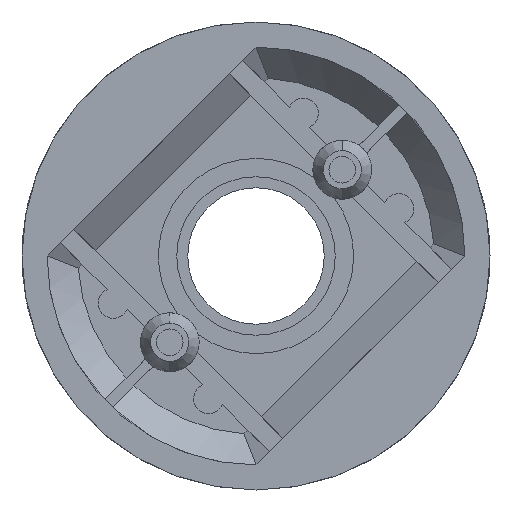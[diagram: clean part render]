
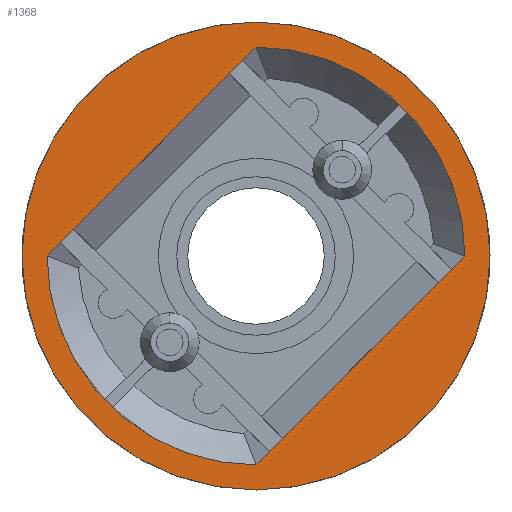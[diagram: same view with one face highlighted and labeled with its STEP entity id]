
A CAD part, front view. The second image highlights one B-rep face of the part: STEP entity #1368.
In plain terms, the highlighted planar face has unit normal (0, -1, 0).
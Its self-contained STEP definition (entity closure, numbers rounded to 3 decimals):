
#2 = ORIENTED_EDGE ( 'NONE', *, *, #668, .F. ) ;
#21 = ORIENTED_EDGE ( 'NONE', *, *, #527, .F. ) ;
#181 = VERTEX_POINT ( 'NONE', #344 ) ;
#208 = VERTEX_POINT ( 'NONE', #3629 ) ;
#226 = VERTEX_POINT ( 'NONE', #430 ) ;
#233 = VERTEX_POINT ( 'NONE', #435 ) ;
#253 = VERTEX_POINT ( 'NONE', #442 ) ;
#344 = CARTESIAN_POINT ( 'NONE',  ( 0., 0., -31.254 ) ) ;
#392 = CARTESIAN_POINT ( 'NONE',  ( 0., 0., 0. ) ) ;
#394 = DIRECTION ( 'NONE',  ( 0., -1., 0. ) ) ;
#395 = DIRECTION ( 'NONE',  ( 0., 0., 1. ) ) ;
#430 = CARTESIAN_POINT ( 'NONE',  ( 0., 0., 35. ) ) ;
#435 = CARTESIAN_POINT ( 'NONE',  ( 31.254, 0., 0. ) ) ;
#442 = CARTESIAN_POINT ( 'NONE',  ( 0., 0., -35. ) ) ;
#488 = AXIS2_PLACEMENT_3D ( 'NONE', #3262, #3263, #3264 ) ;
#527 = EDGE_CURVE ( 'NONE', #233, #1733, #2384, .T. ) ;
#558 = AXIS2_PLACEMENT_3D ( 'NONE', #1619, #1620, #1621 ) ;
#566 = AXIS2_PLACEMENT_3D ( 'NONE', #1094, #1095, #1096 ) ;
#598 = AXIS2_PLACEMENT_3D ( 'NONE', #392, #394, #395 ) ;
#668 = EDGE_CURVE ( 'NONE', #181, #233, #2484, .T. ) ;
#780 = EDGE_CURVE ( 'NONE', #1733, #208, #2787, .T. ) ;
#875 = EDGE_CURVE ( 'NONE', #253, #226, #2870, .T. ) ;
#889 = AXIS2_PLACEMENT_3D ( 'NONE', #1958, #1964, #1965 ) ;
#907 = EDGE_CURVE ( 'NONE', #208, #181, #2886, .T. ) ;
#991 = EDGE_CURVE ( 'NONE', #226, #253, #2938, .T. ) ;
#1094 = CARTESIAN_POINT ( 'NONE',  ( 0., 0., 0. ) ) ;
#1095 = DIRECTION ( 'NONE',  ( 0., 1., 0. ) ) ;
#1096 = DIRECTION ( 'NONE',  ( 0., 0., 1. ) ) ;
#1145 = FACE_BOUND ( 'NONE', #2314, .T. ) ;
#1158 = FACE_OUTER_BOUND ( 'NONE', #2318, .T. ) ;
#1368 = ADVANCED_FACE ( 'NONE', ( #1145, #1158 ), #1959, .F. ) ;
#1538 = ORIENTED_EDGE ( 'NONE', *, *, #875, .F. ) ;
#1557 = ORIENTED_EDGE ( 'NONE', *, *, #907, .F. ) ;
#1619 = CARTESIAN_POINT ( 'NONE',  ( 0., 0., 0. ) ) ;
#1620 = DIRECTION ( 'NONE',  ( 0., -1., 0. ) ) ;
#1621 = DIRECTION ( 'NONE',  ( 0., 0., -1. ) ) ;
#1733 = VERTEX_POINT ( 'NONE', #2118 ) ;
#1958 = CARTESIAN_POINT ( 'NONE',  ( 0., 0., 0. ) ) ;
#1959 = PLANE ( 'NONE',  #889 ) ;
#1964 = DIRECTION ( 'NONE',  ( 0., 1., 0. ) ) ;
#1965 = DIRECTION ( 'NONE',  ( 0., 0., 1. ) ) ;
#2118 = CARTESIAN_POINT ( 'NONE',  ( 0., 0., 31.254 ) ) ;
#2314 = EDGE_LOOP ( 'NONE', ( #2, #1557, #3607, #21 ) ) ;
#2318 = EDGE_LOOP ( 'NONE', ( #1538, #3606 ) ) ;
#2384 = CIRCLE ( 'NONE', #598, 31.254 ) ;
#2484 = LINE ( 'NONE', #3116, #2486 ) ;
#2486 = VECTOR ( 'NONE', #3118, 1000. ) ;
#2524 = CARTESIAN_POINT ( 'NONE',  ( -31.254, 0., 0. ) ) ;
#2528 = DIRECTION ( 'NONE',  ( -0.707, 0., -0.707 ) ) ;
#2787 = LINE ( 'NONE', #2524, #2790 ) ;
#2790 = VECTOR ( 'NONE', #2528, 1000. ) ;
#2870 = CIRCLE ( 'NONE', #566, 35. ) ;
#2886 = CIRCLE ( 'NONE', #558, 31.254 ) ;
#2938 = CIRCLE ( 'NONE', #488, 35. ) ;
#3116 = CARTESIAN_POINT ( 'NONE',  ( 0., 0., -31.254 ) ) ;
#3118 = DIRECTION ( 'NONE',  ( 0.707, 0., 0.707 ) ) ;
#3262 = CARTESIAN_POINT ( 'NONE',  ( 0., 0., 0. ) ) ;
#3263 = DIRECTION ( 'NONE',  ( 0., 1., 0. ) ) ;
#3264 = DIRECTION ( 'NONE',  ( 0., 0., 1. ) ) ;
#3606 = ORIENTED_EDGE ( 'NONE', *, *, #991, .F. ) ;
#3607 = ORIENTED_EDGE ( 'NONE', *, *, #780, .F. ) ;
#3629 = CARTESIAN_POINT ( 'NONE',  ( -31.254, 0., 0. ) ) ;
